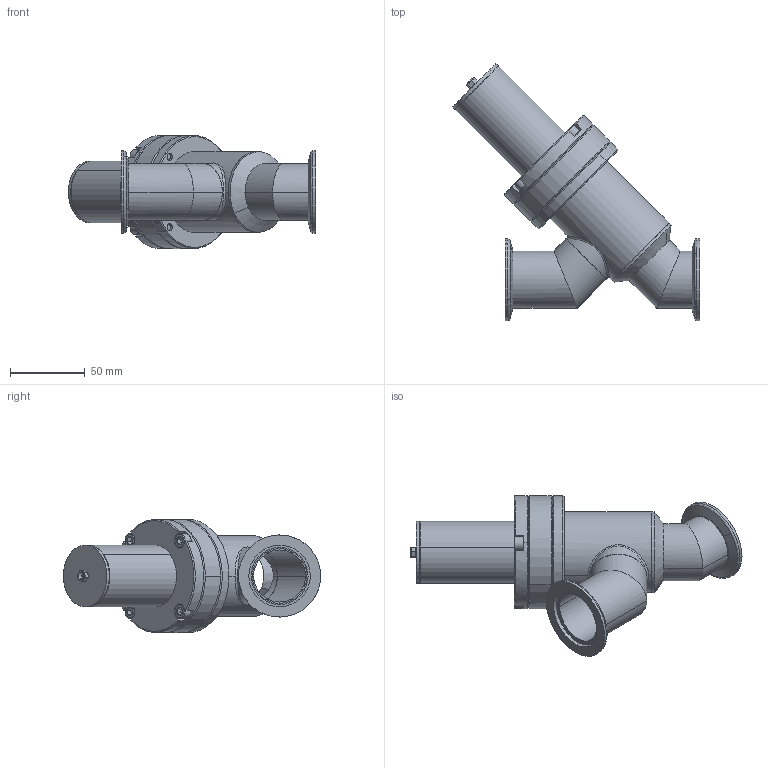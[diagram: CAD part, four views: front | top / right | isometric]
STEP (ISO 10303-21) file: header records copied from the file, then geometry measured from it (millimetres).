
FILE_DESCRIPTION (( 'STEP AP203' ), '1' );
FILE_NAME ('AIVP-S04100.STEP', '2023-06-22T18:46:30', ( '' ), ( '' ), 'SwSTEP 2.0', 'SolidWorks 2020', '' );
FILE_SCHEMA (( 'CONFIG_CONTROL_DESIGN' ));
Length unit declared in the file: inch
Products named in the file (1): AIVP-S04100
Bounding box: 165.28 x 171.92 x 75.56 mm (x, y, z)
Surface area: 115479.8 mm2 (no closed solid volume)
Topology: 0 solids, 18 shells, 697 faces, 1823 edges, 1176 vertices
Faces by surface type: cylinder 449, plane 130, cone 92, bspline 14, torus 12
Entity records: 30497 total; most frequent: CARTESIAN_POINT 15069, ORIENTED_EDGE 3618, DIRECTION 2862, EDGE_CURVE 1823, VERTEX_POINT 1176, AXIS2_PLACEMENT_3D 1096, EDGE_LOOP 767, FACE_OUTER_BOUND 697
